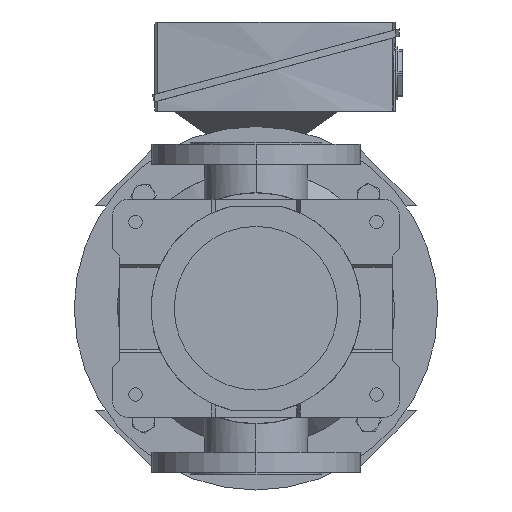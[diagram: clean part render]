
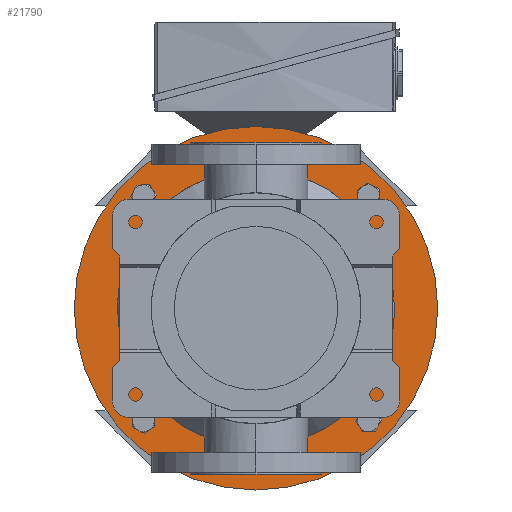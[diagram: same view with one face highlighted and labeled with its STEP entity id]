
A CAD part, front view. The second image highlights one B-rep face of the part: STEP entity #21790.
In plain terms, the highlighted face is planar.
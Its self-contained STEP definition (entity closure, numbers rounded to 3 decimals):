
#72 = EDGE_LOOP ( 'NONE', ( #58418, #57730 ) ) ;
#238 = EDGE_LOOP ( 'NONE', ( #1871, #53274 ) ) ;
#256 = CARTESIAN_POINT ( 'NONE',  ( -132.244, -123.744, 925. ) ) ;
#317 = AXIS2_PLACEMENT_3D ( 'NONE', #55630, #35719, #21115 ) ;
#549 = CARTESIAN_POINT ( 'NONE',  ( 123.744, 123.744, 925. ) ) ;
#1871 = ORIENTED_EDGE ( 'NONE', *, *, #13954, .F. ) ;
#2231 = CIRCLE ( 'NONE', #39348, 200. ) ;
#3447 = DIRECTION ( 'NONE',  ( 0., 0., -1. ) ) ;
#3841 = AXIS2_PLACEMENT_3D ( 'NONE', #549, #42015, #46988 ) ;
#5753 = CARTESIAN_POINT ( 'NONE',  ( 220., -220., 925. ) ) ;
#6361 = CARTESIAN_POINT ( 'NONE',  ( 123.744, -123.744, 925. ) ) ;
#8772 = CARTESIAN_POINT ( 'NONE',  ( -123.744, 123.744, 925. ) ) ;
#8812 = AXIS2_PLACEMENT_3D ( 'NONE', #62259, #22094, #27058 ) ;
#9322 = CARTESIAN_POINT ( 'NONE',  ( 123.744, 123.744, 925. ) ) ;
#9458 = DIRECTION ( 'NONE',  ( -1., 0., 0. ) ) ;
#9770 = FACE_OUTER_BOUND ( 'NONE', #56023, .T. ) ;
#10091 = FACE_BOUND ( 'NONE', #34621, .T. ) ;
#10488 = EDGE_CURVE ( 'NONE', #51520, #22780, #17624, .T. ) ;
#10638 = EDGE_CURVE ( 'NONE', #16136, #54746, #52597, .T. ) ;
#11066 = ORIENTED_EDGE ( 'NONE', *, *, #48172, .F. ) ;
#11970 = ORIENTED_EDGE ( 'NONE', *, *, #10638, .F. ) ;
#13902 = EDGE_CURVE ( 'NONE', #54746, #16136, #28934, .T. ) ;
#13954 = EDGE_CURVE ( 'NONE', #57859, #30728, #51183, .T. ) ;
#14663 = AXIS2_PLACEMENT_3D ( 'NONE', #36743, #61656, #16200 ) ;
#15409 = DIRECTION ( 'NONE',  ( 1., 0., 0. ) ) ;
#15469 = AXIS2_PLACEMENT_3D ( 'NONE', #5753, #55211, #15409 ) ;
#16136 = VERTEX_POINT ( 'NONE', #26620 ) ;
#16200 = DIRECTION ( 'NONE',  ( -1., 0., 0. ) ) ;
#17624 = CIRCLE ( 'NONE', #56814, 200. ) ;
#17629 = EDGE_CURVE ( 'NONE', #50722, #48371, #41947, .T. ) ;
#19668 = AXIS2_PLACEMENT_3D ( 'NONE', #60707, #54406, #60382 ) ;
#19913 = CIRCLE ( 'NONE', #14663, 8.5 ) ;
#20378 = FACE_BOUND ( 'NONE', #47015, .T. ) ;
#20392 = CARTESIAN_POINT ( 'NONE',  ( 0., 0., 925. ) ) ;
#20595 = VERTEX_POINT ( 'NONE', #43610 ) ;
#21115 = DIRECTION ( 'NONE',  ( -1., 0., 0. ) ) ;
#21231 = EDGE_CURVE ( 'NONE', #30728, #57859, #54601, .T. ) ;
#21419 = DIRECTION ( 'NONE',  ( -1., 0., 0. ) ) ;
#21790 = ADVANCED_FACE ( 'NONE', ( #45563, #30975, #51201, #10091, #20378, #9770 ), #40276, .F. ) ;
#21958 = DIRECTION ( 'NONE',  ( 0., 0., -1. ) ) ;
#22094 = DIRECTION ( 'NONE',  ( 0., 0., -1. ) ) ;
#22780 = VERTEX_POINT ( 'NONE', #41909 ) ;
#23261 = CARTESIAN_POINT ( 'NONE',  ( 152.5, 0., 925. ) ) ;
#23643 = CIRCLE ( 'NONE', #60737, 8.5 ) ;
#24032 = DIRECTION ( 'NONE',  ( -1., 0., 0. ) ) ;
#26620 = CARTESIAN_POINT ( 'NONE',  ( -115.244, 123.744, 925. ) ) ;
#27058 = DIRECTION ( 'NONE',  ( -1., 0., 0. ) ) ;
#28934 = CIRCLE ( 'NONE', #317, 8.5 ) ;
#28949 = AXIS2_PLACEMENT_3D ( 'NONE', #6361, #21958, #51476 ) ;
#29234 = DIRECTION ( 'NONE',  ( 0., 0., -1. ) ) ;
#30728 = VERTEX_POINT ( 'NONE', #23261 ) ;
#30975 = FACE_BOUND ( 'NONE', #72, .T. ) ;
#33502 = DIRECTION ( 'NONE',  ( -1., 0., 0. ) ) ;
#34429 = EDGE_CURVE ( 'NONE', #49871, #52406, #59381, .T. ) ;
#34621 = EDGE_LOOP ( 'NONE', ( #49704, #60812 ) ) ;
#35266 = EDGE_CURVE ( 'NONE', #22780, #51520, #2231, .T. ) ;
#35625 = CIRCLE ( 'NONE', #3841, 8.5 ) ;
#35719 = DIRECTION ( 'NONE',  ( 0., 0., -1. ) ) ;
#35962 = CARTESIAN_POINT ( 'NONE',  ( -152.5, 0., 925. ) ) ;
#36743 = CARTESIAN_POINT ( 'NONE',  ( -123.744, -123.744, 925. ) ) ;
#39348 = AXIS2_PLACEMENT_3D ( 'NONE', #20392, #60211, #9458 ) ;
#39488 = VERTEX_POINT ( 'NONE', #65138 ) ;
#40276 = PLANE ( 'NONE',  #15469 ) ;
#41443 = CARTESIAN_POINT ( 'NONE',  ( 132.244, -123.744, 925. ) ) ;
#41909 = CARTESIAN_POINT ( 'NONE',  ( 200., 0., 925. ) ) ;
#41947 = CIRCLE ( 'NONE', #42982, 8.5 ) ;
#42015 = DIRECTION ( 'NONE',  ( 0., 0., -1. ) ) ;
#42982 = AXIS2_PLACEMENT_3D ( 'NONE', #48087, #63386, #33502 ) ;
#43610 = CARTESIAN_POINT ( 'NONE',  ( 132.244, 123.744, 925. ) ) ;
#45260 = DIRECTION ( 'NONE',  ( -1., 0., 0. ) ) ;
#45563 = FACE_BOUND ( 'NONE', #238, .T. ) ;
#46988 = DIRECTION ( 'NONE',  ( -1., 0., 0. ) ) ;
#47015 = EDGE_LOOP ( 'NONE', ( #65620, #11066 ) ) ;
#47704 = AXIS2_PLACEMENT_3D ( 'NONE', #65205, #50887, #45260 ) ;
#48087 = CARTESIAN_POINT ( 'NONE',  ( -123.744, -123.744, 925. ) ) ;
#48172 = EDGE_CURVE ( 'NONE', #52406, #49871, #55420, .T. ) ;
#48371 = VERTEX_POINT ( 'NONE', #60080 ) ;
#48376 = AXIS2_PLACEMENT_3D ( 'NONE', #8772, #3447, #24032 ) ;
#48421 = EDGE_CURVE ( 'NONE', #39488, #20595, #23643, .T. ) ;
#49120 = DIRECTION ( 'NONE',  ( -1., 0., 0. ) ) ;
#49599 = CARTESIAN_POINT ( 'NONE',  ( -200., 0., 925. ) ) ;
#49704 = ORIENTED_EDGE ( 'NONE', *, *, #48421, .F. ) ;
#49871 = VERTEX_POINT ( 'NONE', #61636 ) ;
#50722 = VERTEX_POINT ( 'NONE', #256 ) ;
#50887 = DIRECTION ( 'NONE',  ( 0., 0., -1. ) ) ;
#51079 = CARTESIAN_POINT ( 'NONE',  ( -132.244, 123.744, 925. ) ) ;
#51183 = CIRCLE ( 'NONE', #8812, 152.5 ) ;
#51201 = FACE_BOUND ( 'NONE', #59801, .T. ) ;
#51476 = DIRECTION ( 'NONE',  ( -1., 0., 0. ) ) ;
#51520 = VERTEX_POINT ( 'NONE', #49599 ) ;
#52406 = VERTEX_POINT ( 'NONE', #41443 ) ;
#52597 = CIRCLE ( 'NONE', #48376, 8.5 ) ;
#53274 = ORIENTED_EDGE ( 'NONE', *, *, #21231, .F. ) ;
#54406 = DIRECTION ( 'NONE',  ( 0., 0., -1. ) ) ;
#54601 = CIRCLE ( 'NONE', #19668, 152.5 ) ;
#54746 = VERTEX_POINT ( 'NONE', #51079 ) ;
#55211 = DIRECTION ( 'NONE',  ( 0., 0., 1. ) ) ;
#55394 = ORIENTED_EDGE ( 'NONE', *, *, #10488, .F. ) ;
#55420 = CIRCLE ( 'NONE', #28949, 8.5 ) ;
#55630 = CARTESIAN_POINT ( 'NONE',  ( -123.744, 123.744, 925. ) ) ;
#56023 = EDGE_LOOP ( 'NONE', ( #55394, #64113 ) ) ;
#56814 = AXIS2_PLACEMENT_3D ( 'NONE', #62233, #57883, #21419 ) ;
#57730 = ORIENTED_EDGE ( 'NONE', *, *, #61908, .F. ) ;
#57859 = VERTEX_POINT ( 'NONE', #35962 ) ;
#57883 = DIRECTION ( 'NONE',  ( 0., 0., 1. ) ) ;
#58418 = ORIENTED_EDGE ( 'NONE', *, *, #17629, .F. ) ;
#59381 = CIRCLE ( 'NONE', #47704, 8.5 ) ;
#59801 = EDGE_LOOP ( 'NONE', ( #65058, #11970 ) ) ;
#59956 = EDGE_CURVE ( 'NONE', #20595, #39488, #35625, .T. ) ;
#60080 = CARTESIAN_POINT ( 'NONE',  ( -115.244, -123.744, 925. ) ) ;
#60211 = DIRECTION ( 'NONE',  ( 0., 0., 1. ) ) ;
#60382 = DIRECTION ( 'NONE',  ( -1., 0., 0. ) ) ;
#60707 = CARTESIAN_POINT ( 'NONE',  ( 0., 0., 925. ) ) ;
#60737 = AXIS2_PLACEMENT_3D ( 'NONE', #9322, #29234, #49120 ) ;
#60812 = ORIENTED_EDGE ( 'NONE', *, *, #59956, .F. ) ;
#61636 = CARTESIAN_POINT ( 'NONE',  ( 115.244, -123.744, 925. ) ) ;
#61656 = DIRECTION ( 'NONE',  ( 0., 0., -1. ) ) ;
#61908 = EDGE_CURVE ( 'NONE', #48371, #50722, #19913, .T. ) ;
#62233 = CARTESIAN_POINT ( 'NONE',  ( 0., 0., 925. ) ) ;
#62259 = CARTESIAN_POINT ( 'NONE',  ( 0., 0., 925. ) ) ;
#63386 = DIRECTION ( 'NONE',  ( 0., 0., -1. ) ) ;
#64113 = ORIENTED_EDGE ( 'NONE', *, *, #35266, .F. ) ;
#65058 = ORIENTED_EDGE ( 'NONE', *, *, #13902, .F. ) ;
#65138 = CARTESIAN_POINT ( 'NONE',  ( 115.244, 123.744, 925. ) ) ;
#65205 = CARTESIAN_POINT ( 'NONE',  ( 123.744, -123.744, 925. ) ) ;
#65620 = ORIENTED_EDGE ( 'NONE', *, *, #34429, .F. ) ;
